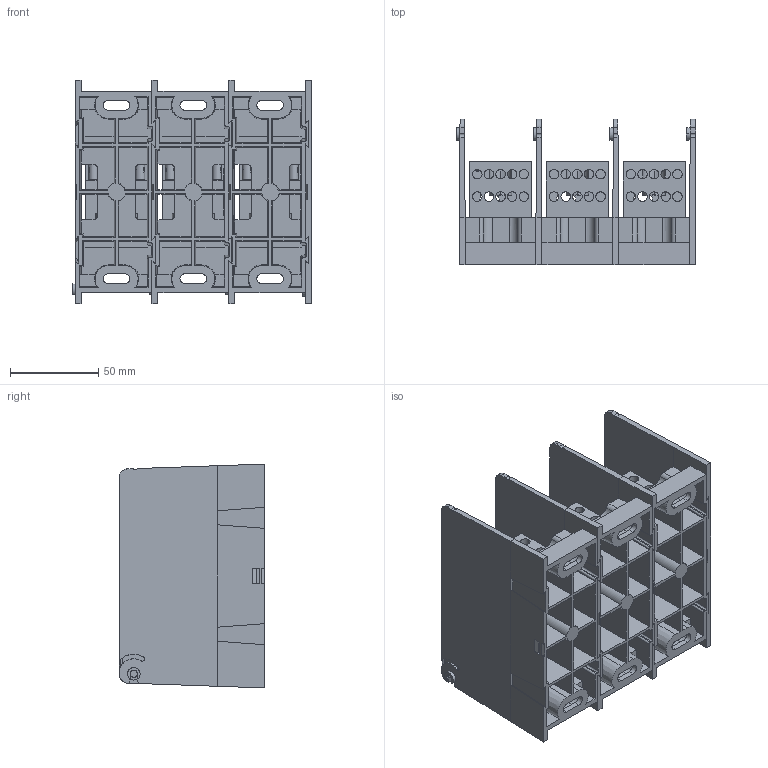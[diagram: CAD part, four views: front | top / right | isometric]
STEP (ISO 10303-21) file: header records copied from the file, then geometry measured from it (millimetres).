
FILE_DESCRIPTION (( 'STEP AP214' ), '1' );
FILE_NAME ('701906rev-3P.STEP', '2014-10-30T11:58:10', ( '' ), ( '' ), 'SwSTEP 2.0', 'SolidWorks 2013', '' );
FILE_SCHEMA (( 'AUTOMOTIVE_DESIGN' ));
Length unit declared in the file: inch
Products named in the file (1): 701906rev-3P
Bounding box: 135.72 x 82.55 x 127.01 mm (x, y, z)
Surface area: 184230.5 mm2 (no closed solid volume)
Topology: 0 solids, 38 shells, 794 faces, 2940 edges, 2102 vertices
Faces by surface type: plane 464, cylinder 273, cone 57
Entity records: 42994 total; most frequent: CARTESIAN_POINT 9414, ORIENTED_EDGE 4716, DIRECTION 4331, EDGE_CURVE 2940, VERTEX_POINT 2102, LINE 1749, VECTOR 1749, AXIS2_PLACEMENT_3D 1291
